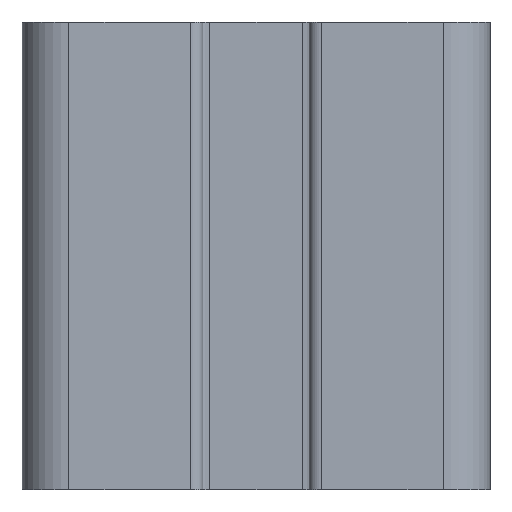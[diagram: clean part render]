
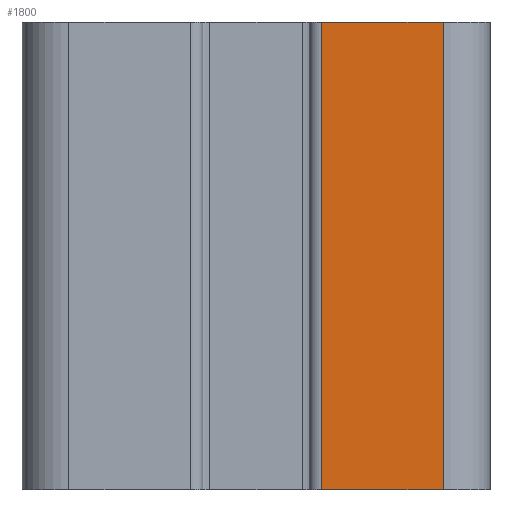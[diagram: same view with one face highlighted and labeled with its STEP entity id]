
A CAD part, front view. The second image highlights one B-rep face of the part: STEP entity #1800.
In plain terms, the highlighted planar face has unit normal (0, -1, 0).
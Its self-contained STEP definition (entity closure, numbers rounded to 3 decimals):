
#84 = ORIENTED_EDGE ( 'NONE', *, *, #4125, .F. ) ;
#220 = VECTOR ( 'NONE', #1655, 1000. ) ;
#571 = EDGE_CURVE ( 'NONE', #1843, #2494, #3737, .T. ) ;
#585 = DIRECTION ( 'NONE',  ( 0., 1., 0. ) ) ;
#596 = VECTOR ( 'NONE', #1439, 1000. ) ;
#875 = CARTESIAN_POINT ( 'NONE',  ( 235.087, 176.34, 30. ) ) ;
#1105 = ORIENTED_EDGE ( 'NONE', *, *, #3830, .T. ) ;
#1312 = LINE ( 'NONE', #875, #220 ) ;
#1439 = DIRECTION ( 'NONE',  ( 1., 0., 0. ) ) ;
#1464 = PLANE ( 'NONE',  #3498 ) ;
#1655 = DIRECTION ( 'NONE',  ( 0., 0., -1. ) ) ;
#1766 = ORIENTED_EDGE ( 'NONE', *, *, #2052, .T. ) ;
#1800 = ADVANCED_FACE ( 'NONE', ( #5015 ), #1464, .F. ) ;
#1822 = CARTESIAN_POINT ( 'NONE',  ( 242.887, 176.34, 30. ) ) ;
#1843 = VERTEX_POINT ( 'NONE', #5212 ) ;
#1965 = CARTESIAN_POINT ( 'NONE',  ( 235.087, 176.34, 0. ) ) ;
#2052 = EDGE_CURVE ( 'NONE', #2059, #2917, #1312, .T. ) ;
#2059 = VERTEX_POINT ( 'NONE', #3740 ) ;
#2341 = CARTESIAN_POINT ( 'NONE',  ( 242.887, 176.34, 0. ) ) ;
#2494 = VERTEX_POINT ( 'NONE', #3642 ) ;
#2582 = VECTOR ( 'NONE', #4953, 1000. ) ;
#2668 = ORIENTED_EDGE ( 'NONE', *, *, #571, .F. ) ;
#2917 = VERTEX_POINT ( 'NONE', #1965 ) ;
#3084 = VECTOR ( 'NONE', #4317, 1000. ) ;
#3331 = LINE ( 'NONE', #2341, #596 ) ;
#3498 = AXIS2_PLACEMENT_3D ( 'NONE', #5171, #585, #3540 ) ;
#3540 = DIRECTION ( 'NONE',  ( -1., 0., 0. ) ) ;
#3642 = CARTESIAN_POINT ( 'NONE',  ( 242.887, 176.34, 0. ) ) ;
#3737 = LINE ( 'NONE', #1822, #3084 ) ;
#3740 = CARTESIAN_POINT ( 'NONE',  ( 235.087, 176.34, 30. ) ) ;
#3830 = EDGE_CURVE ( 'NONE', #2917, #2494, #3331, .T. ) ;
#4014 = EDGE_LOOP ( 'NONE', ( #1105, #2668, #84, #1766 ) ) ;
#4125 = EDGE_CURVE ( 'NONE', #2059, #1843, #4848, .T. ) ;
#4317 = DIRECTION ( 'NONE',  ( 0., 0., -1. ) ) ;
#4848 = LINE ( 'NONE', #4971, #2582 ) ;
#4953 = DIRECTION ( 'NONE',  ( 1., 0., 0. ) ) ;
#4971 = CARTESIAN_POINT ( 'NONE',  ( 242.887, 176.34, 30. ) ) ;
#5015 = FACE_OUTER_BOUND ( 'NONE', #4014, .T. ) ;
#5171 = CARTESIAN_POINT ( 'NONE',  ( 242.887, 176.34, 30. ) ) ;
#5212 = CARTESIAN_POINT ( 'NONE',  ( 242.887, 176.34, 30. ) ) ;
